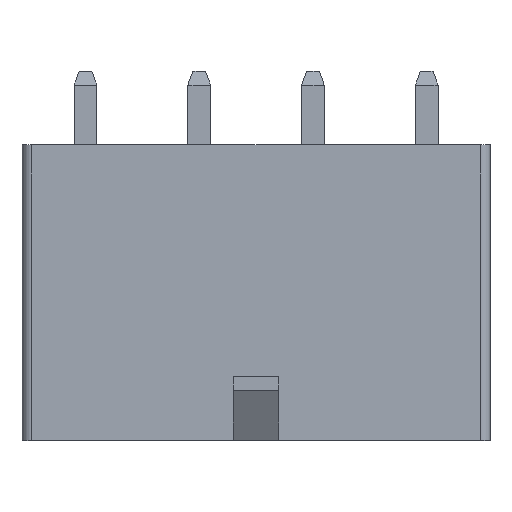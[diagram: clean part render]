
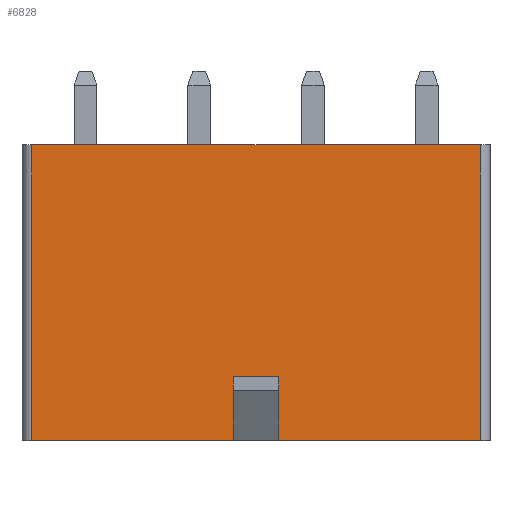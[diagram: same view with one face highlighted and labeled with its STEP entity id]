
A CAD part, top view. The second image highlights one B-rep face of the part: STEP entity #6828.
In plain terms, the highlighted planar face has unit normal (0, 0, 1).
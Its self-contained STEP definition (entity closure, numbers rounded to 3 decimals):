
#1573=ORIENTED_EDGE('',*,*,#2489,.T.);
#1574=ORIENTED_EDGE('',*,*,#2844,.T.);
#1575=ORIENTED_EDGE('',*,*,#2828,.F.);
#1576=ORIENTED_EDGE('',*,*,#2845,.F.);
#1577=ORIENTED_EDGE('',*,*,#2846,.F.);
#1578=ORIENTED_EDGE('',*,*,#2847,.T.);
#1579=ORIENTED_EDGE('',*,*,#2836,.F.);
#1580=ORIENTED_EDGE('',*,*,#2848,.T.);
#2489=EDGE_CURVE('',#3303,#3302,#3979,.T.);
#2828=EDGE_CURVE('',#3545,#3546,#4312,.T.);
#2836=EDGE_CURVE('',#3553,#3554,#4316,.T.);
#2844=EDGE_CURVE('',#3302,#3546,#4324,.T.);
#2845=EDGE_CURVE('',#3555,#3545,#4325,.T.);
#2846=EDGE_CURVE('',#3556,#3555,#4326,.T.);
#2847=EDGE_CURVE('',#3556,#3554,#4327,.T.);
#2848=EDGE_CURVE('',#3553,#3303,#4328,.F.);
#3302=VERTEX_POINT('',#10100);
#3303=VERTEX_POINT('',#10102);
#3545=VERTEX_POINT('',#10788);
#3546=VERTEX_POINT('',#10789);
#3553=VERTEX_POINT('',#10803);
#3554=VERTEX_POINT('',#10805);
#3555=VERTEX_POINT('',#10819);
#3556=VERTEX_POINT('',#10821);
#3979=LINE('',#10101,#4859);
#4312=LINE('',#10787,#5192);
#4316=LINE('',#10804,#5196);
#4324=LINE('',#10817,#5204);
#4325=LINE('',#10818,#5205);
#4326=LINE('',#10820,#5206);
#4327=LINE('',#10822,#5207);
#4328=LINE('',#10823,#5208);
#4859=VECTOR('',#8225,1000.);
#5192=VECTOR('',#8780,1000.);
#5196=VECTOR('',#8792,1000.);
#5204=VECTOR('',#8808,1000.);
#5205=VECTOR('',#8809,1000.);
#5206=VECTOR('',#8810,1000.);
#5207=VECTOR('',#8811,1000.);
#5208=VECTOR('',#8812,1000.);
#5679=EDGE_LOOP('',(#1573,#1574,#1575,#1576,#1577,#1578,#1579,#1580));
#6100=FACE_BOUND('',#5679,.T.);
#6453=PLANE('',#7306);
#6828=ADVANCED_FACE('',(#6100),#6453,.T.);
#7306=AXIS2_PLACEMENT_3D('',#10816,#8806,#8807);
#8225=DIRECTION('',(-1.,0.,0.));
#8780=DIRECTION('',(-1.,0.,0.));
#8792=DIRECTION('',(-1.,0.,0.));
#8806=DIRECTION('',(0.,0.,1.));
#8807=DIRECTION('',(1.,0.,0.));
#8808=DIRECTION('',(0.,-1.,0.));
#8809=DIRECTION('',(0.,-1.,0.));
#8810=DIRECTION('',(-1.,0.,0.));
#8811=DIRECTION('',(0.,-1.,0.));
#8812=DIRECTION('',(0.,-1.,0.));
#10100=CARTESIAN_POINT('',(-11.225,14.8,6.24));
#10101=CARTESIAN_POINT('',(11.725,14.8,6.24));
#10102=CARTESIAN_POINT('',(11.225,14.8,6.24));
#10787=CARTESIAN_POINT('',(11.725,0.,6.24));
#10788=CARTESIAN_POINT('',(-1.15,0.,6.24));
#10789=CARTESIAN_POINT('',(-11.225,0.,6.24));
#10803=CARTESIAN_POINT('',(11.225,0.,6.24));
#10804=CARTESIAN_POINT('',(11.725,0.,6.24));
#10805=CARTESIAN_POINT('',(1.15,0.,6.24));
#10816=CARTESIAN_POINT('',(11.725,14.8,6.24));
#10817=CARTESIAN_POINT('',(-11.225,14.8,6.24));
#10818=CARTESIAN_POINT('',(-1.15,0.,6.24));
#10819=CARTESIAN_POINT('',(-1.15,3.,6.24));
#10820=CARTESIAN_POINT('',(1.15,3.,6.24));
#10821=CARTESIAN_POINT('',(1.15,3.,6.24));
#10822=CARTESIAN_POINT('',(1.15,0.,6.24));
#10823=CARTESIAN_POINT('',(11.225,14.8,6.24));
